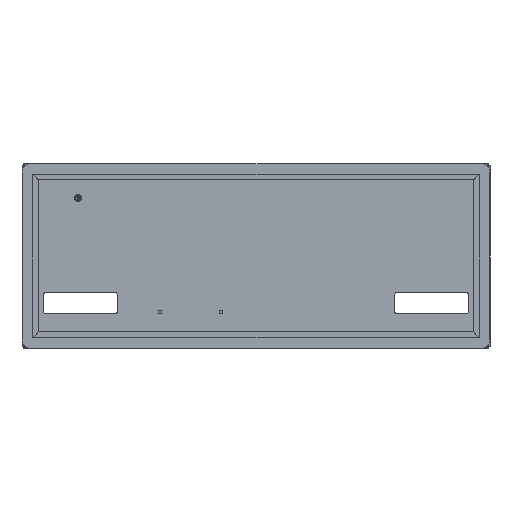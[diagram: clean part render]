
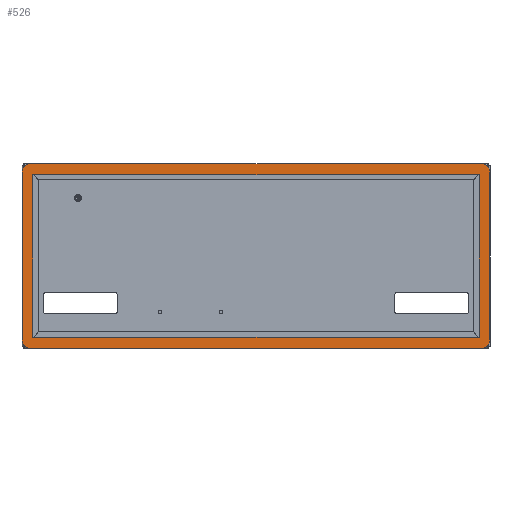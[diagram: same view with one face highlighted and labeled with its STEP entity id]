
A CAD part, top view. The second image highlights one B-rep face of the part: STEP entity #526.
In plain terms, the highlighted planar face has unit normal (0, 0, 1).
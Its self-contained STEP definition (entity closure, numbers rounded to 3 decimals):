
#24 = ORIENTED_EDGE ( 'NONE', *, *, #2922, .T. ) ;
#60 = CARTESIAN_POINT ( 'NONE',  ( 107.5, -262.5, 3. ) ) ;
#96 = VERTEX_POINT ( 'NONE', #590 ) ;
#208 = CARTESIAN_POINT ( 'NONE',  ( -97.5, 262.5, 3. ) ) ;
#227 = FACE_BOUND ( 'NONE', #3215, .T. ) ;
#291 = VECTOR ( 'NONE', #2909, 1000. ) ;
#316 = EDGE_CURVE ( 'NONE', #2325, #3479, #1117, .T. ) ;
#381 = VECTOR ( 'NONE', #3675, 1000. ) ;
#420 = CARTESIAN_POINT ( 'NONE',  ( -94.8, 259.8, 3. ) ) ;
#434 = AXIS2_PLACEMENT_3D ( 'NONE', #1180, #3621, #1615 ) ;
#496 = LINE ( 'NONE', #3244, #291 ) ;
#522 = CIRCLE ( 'NONE', #2828, 10. ) ;
#526 = ADVANCED_FACE ( '��1', ( #1245, #227 ), #3258, .F. ) ;
#540 = VERTEX_POINT ( 'NONE', #1884 ) ;
#590 = CARTESIAN_POINT ( 'NONE',  ( 97.5, 272.5, 3. ) ) ;
#593 = VECTOR ( 'NONE', #3284, 1000. ) ;
#598 = CIRCLE ( 'NONE', #671, 10. ) ;
#645 = DIRECTION ( 'NONE',  ( 1., 0., 0. ) ) ;
#671 = AXIS2_PLACEMENT_3D ( 'NONE', #208, #3331, #2679 ) ;
#684 = DIRECTION ( 'NONE',  ( 0., 1., 0. ) ) ;
#839 = ORIENTED_EDGE ( 'NONE', *, *, #1732, .F. ) ;
#872 = CARTESIAN_POINT ( 'NONE',  ( -107.5, 272.5, 3. ) ) ;
#892 = ORIENTED_EDGE ( 'NONE', *, *, #1988, .T. ) ;
#1006 = DIRECTION ( 'NONE',  ( 0., 0., 1. ) ) ;
#1017 = ORIENTED_EDGE ( 'NONE', *, *, #2445, .T. ) ;
#1024 = DIRECTION ( 'NONE',  ( 1., 0., 0. ) ) ;
#1117 = LINE ( 'NONE', #420, #4190 ) ;
#1160 = CIRCLE ( 'NONE', #4205, 10. ) ;
#1180 = CARTESIAN_POINT ( 'NONE',  ( -107.5, 272.5, 3. ) ) ;
#1182 = CARTESIAN_POINT ( 'NONE',  ( 107.5, 262.5, 3. ) ) ;
#1230 = DIRECTION ( 'NONE',  ( -1., 0., 0. ) ) ;
#1245 = FACE_OUTER_BOUND ( 'NONE', #2019, .T. ) ;
#1354 = VERTEX_POINT ( 'NONE', #2523 ) ;
#1391 = VECTOR ( 'NONE', #1024, 1000. ) ;
#1421 = ORIENTED_EDGE ( 'NONE', *, *, #1566, .F. ) ;
#1487 = DIRECTION ( 'NONE',  ( 0., 0., 1. ) ) ;
#1513 = CARTESIAN_POINT ( 'NONE',  ( 97.5, 262.5, 3. ) ) ;
#1545 = CARTESIAN_POINT ( 'NONE',  ( -94.8, 259.8, 3. ) ) ;
#1566 = EDGE_CURVE ( 'NONE', #3655, #3976, #4187, .T. ) ;
#1615 = DIRECTION ( 'NONE',  ( -1., 0., 0. ) ) ;
#1696 = CARTESIAN_POINT ( 'NONE',  ( -97.5, 272.5, 3. ) ) ;
#1732 = EDGE_CURVE ( 'NONE', #3976, #2325, #4457, .T. ) ;
#1773 = CARTESIAN_POINT ( 'NONE',  ( -107.5, -272.5, 3. ) ) ;
#1799 = DIRECTION ( 'NONE',  ( -1., 0., 0. ) ) ;
#1834 = VERTEX_POINT ( 'NONE', #60 ) ;
#1849 = CARTESIAN_POINT ( 'NONE',  ( 94.8, 259.8, 3. ) ) ;
#1884 = CARTESIAN_POINT ( 'NONE',  ( -107.5, 262.5, 3. ) ) ;
#1888 = VECTOR ( 'NONE', #684, 1000. ) ;
#1928 = VERTEX_POINT ( 'NONE', #2237 ) ;
#1949 = EDGE_CURVE ( 'NONE', #540, #1928, #496, .T. ) ;
#1973 = ORIENTED_EDGE ( 'NONE', *, *, #2283, .T. ) ;
#1988 = EDGE_CURVE ( 'NONE', #2788, #96, #2895, .T. ) ;
#2002 = VERTEX_POINT ( 'NONE', #1696 ) ;
#2019 = EDGE_LOOP ( 'NONE', ( #24, #2740, #2649, #892, #1973, #1017, #2824, #3732 ) ) ;
#2031 = DIRECTION ( 'NONE',  ( -1., 0., 0. ) ) ;
#2083 = ORIENTED_EDGE ( 'NONE', *, *, #2211, .F. ) ;
#2167 = LINE ( 'NONE', #2907, #593 ) ;
#2198 = DIRECTION ( 'NONE',  ( -1., 0., 0. ) ) ;
#2211 = EDGE_CURVE ( 'NONE', #3479, #3655, #2167, .T. ) ;
#2237 = CARTESIAN_POINT ( 'NONE',  ( -107.5, -262.5, 3. ) ) ;
#2283 = EDGE_CURVE ( 'NONE', #96, #2002, #3237, .T. ) ;
#2325 = VERTEX_POINT ( 'NONE', #1849 ) ;
#2353 = LINE ( 'NONE', #2659, #381 ) ;
#2445 = EDGE_CURVE ( 'NONE', #2002, #540, #598, .T. ) ;
#2503 = CARTESIAN_POINT ( 'NONE',  ( 94.8, -259.8, 3. ) ) ;
#2523 = CARTESIAN_POINT ( 'NONE',  ( 97.5, -272.5, 3. ) ) ;
#2649 = ORIENTED_EDGE ( 'NONE', *, *, #3598, .T. ) ;
#2659 = CARTESIAN_POINT ( 'NONE',  ( 107.5, -272.5, 3. ) ) ;
#2679 = DIRECTION ( 'NONE',  ( -1., 0., 0. ) ) ;
#2691 = CARTESIAN_POINT ( 'NONE',  ( -94.8, -259.8, 3. ) ) ;
#2740 = ORIENTED_EDGE ( 'NONE', *, *, #4043, .T. ) ;
#2788 = VERTEX_POINT ( 'NONE', #1182 ) ;
#2824 = ORIENTED_EDGE ( 'NONE', *, *, #1949, .T. ) ;
#2828 = AXIS2_PLACEMENT_3D ( 'NONE', #3374, #4333, #1230 ) ;
#2891 = VECTOR ( 'NONE', #645, 1000. ) ;
#2895 = CIRCLE ( 'NONE', #3326, 10. ) ;
#2907 = CARTESIAN_POINT ( 'NONE',  ( -94.8, 259.8, 3. ) ) ;
#2909 = DIRECTION ( 'NONE',  ( 0., -1., 0. ) ) ;
#2922 = EDGE_CURVE ( '����1', #3892, #1354, #3439, .T. ) ;
#3215 = EDGE_LOOP ( 'NONE', ( #2083, #3960, #839, #1421 ) ) ;
#3237 = LINE ( 'NONE', #872, #3988 ) ;
#3244 = CARTESIAN_POINT ( 'NONE',  ( -107.5, -272.5, 3. ) ) ;
#3258 = PLANE ( 'NONE',  #434 ) ;
#3284 = DIRECTION ( 'NONE',  ( 0., -1., 0. ) ) ;
#3326 = AXIS2_PLACEMENT_3D ( 'NONE', #1513, #1006, #2031 ) ;
#3331 = DIRECTION ( 'NONE',  ( 0., 0., 1. ) ) ;
#3374 = CARTESIAN_POINT ( 'NONE',  ( 97.5, -262.5, 3. ) ) ;
#3439 = LINE ( 'NONE', #1773, #1391 ) ;
#3479 = VERTEX_POINT ( 'NONE', #1545 ) ;
#3598 = EDGE_CURVE ( '����4', #1834, #2788, #2353, .T. ) ;
#3621 = DIRECTION ( 'NONE',  ( 0., 0., -1. ) ) ;
#3626 = DIRECTION ( 'NONE',  ( -1., 0., 0. ) ) ;
#3655 = VERTEX_POINT ( 'NONE', #2691 ) ;
#3675 = DIRECTION ( 'NONE',  ( 0., 1., 0. ) ) ;
#3732 = ORIENTED_EDGE ( 'NONE', *, *, #3887, .T. ) ;
#3773 = CARTESIAN_POINT ( 'NONE',  ( 94.8, 259.8, 3. ) ) ;
#3887 = EDGE_CURVE ( 'NONE', #1928, #3892, #1160, .T. ) ;
#3890 = CARTESIAN_POINT ( 'NONE',  ( -94.8, -259.8, 3. ) ) ;
#3892 = VERTEX_POINT ( 'NONE', #4246 ) ;
#3903 = CARTESIAN_POINT ( 'NONE',  ( -97.5, -262.5, 3. ) ) ;
#3960 = ORIENTED_EDGE ( 'NONE', *, *, #316, .F. ) ;
#3976 = VERTEX_POINT ( 'NONE', #2503 ) ;
#3988 = VECTOR ( 'NONE', #3626, 1000. ) ;
#4043 = EDGE_CURVE ( 'NONE', #1354, #1834, #522, .T. ) ;
#4187 = LINE ( 'NONE', #3890, #2891 ) ;
#4190 = VECTOR ( 'NONE', #1799, 1000. ) ;
#4205 = AXIS2_PLACEMENT_3D ( 'NONE', #3903, #1487, #2198 ) ;
#4246 = CARTESIAN_POINT ( 'NONE',  ( -97.5, -272.5, 3. ) ) ;
#4333 = DIRECTION ( 'NONE',  ( 0., 0., 1. ) ) ;
#4457 = LINE ( 'NONE', #3773, #1888 ) ;
